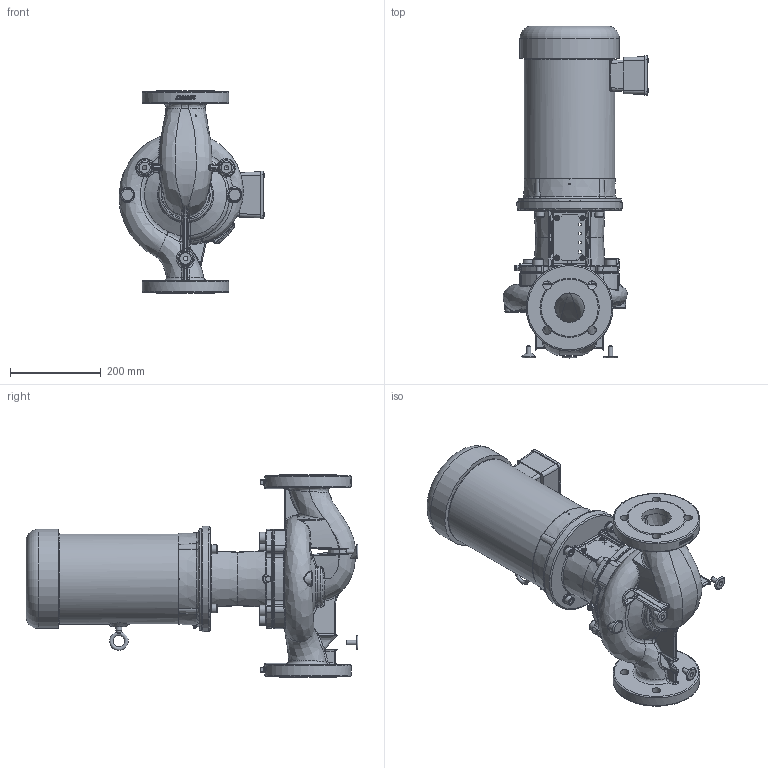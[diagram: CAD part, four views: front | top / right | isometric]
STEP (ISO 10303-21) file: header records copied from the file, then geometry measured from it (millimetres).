
FILE_DESCRIPTION(/* description */ (''),/* implementation_level */ '2;1');
FILE_NAME(/* name */ '2714495 - PUMP IL2.5 50_365-4-S1E 460V_3_60 TEFC_Shrinkwrap_1.stp',/* time_stamp */ '2022-03-24T09:57:06-05:00',/* author */ ('faliszekte'),/* organization */ (''),/* preprocessor_version */ 'ST-DEVELOPER v18.1',/* originating_system */ 'Autodesk Inventor 2021',/* authorisation */ '');
FILE_SCHEMA (('AUTOMOTIVE_DESIGN { 1 0 10303 214 3 1 1 }'));
Products named in the file (1): 2714495 - PUMP IL2.5 50_365-4-S1E 460V_3_60 TEFC_Shrinkwrap_1
Bounding box: 321.14 x 730.14 x 444.49 mm (x, y, z)
Surface area: 1058089.9 mm2 (no closed solid volume)
Topology: 0 solids, 41 shells, 3116 faces, 8920 edges, 5800 vertices
Faces by surface type: plane 1234, cylinder 942, bspline 503, cone 256, torus 120, sphere 61
Full cylindrical faces by diameter (mm): 3.734 x1, 3.768 x1, 8 x2, 8.141 x10, 8.179 x8, 9 x9, 9.652 x1, 10.11 x3, 10.162 x60, 10.516 x4, 11 x8, 11.1 x1, 12.548 x1, 12.7 x60, 13.495 x2, 19.05 x12, 23.812 x4, 65 x1, 190.5 x2, 199.542 x1, 215.862 x1, 218.328 x1
Entity records: 171643 total; most frequent: CARTESIAN_POINT 90622, ORIENTED_EDGE 16545, DIRECTION 15634, EDGE_CURVE 8887, AXIS2_PLACEMENT_3D 5814, VERTEX_POINT 5800, LINE 4006, VECTOR 4006
